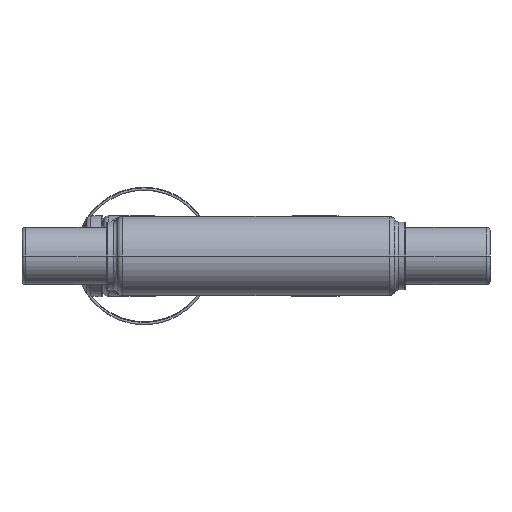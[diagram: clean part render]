
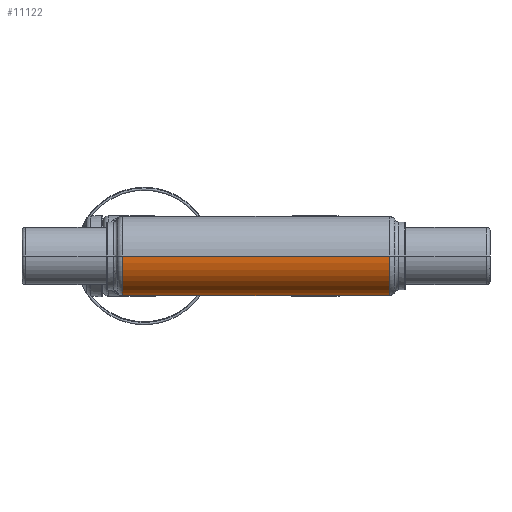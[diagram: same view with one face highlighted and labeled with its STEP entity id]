
A CAD part, front view. The second image highlights one B-rep face of the part: STEP entity #11122.
In plain terms, the highlighted cylindrical face has radius 3.45 mm (diameter 6.9 mm), a partial arc.
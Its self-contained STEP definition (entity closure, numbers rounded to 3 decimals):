
#437=CIRCLE('',#16398,3.45);
#438=CIRCLE('',#16399,3.45);
#763=LINE('',#21122,#1060);
#764=LINE('',#21136,#1061);
#1060=VECTOR('',#17266,1000.);
#1061=VECTOR('',#17269,1000.);
#1335=CYLINDRICAL_SURFACE('',#16397,3.45);
#1775=ORIENTED_EDGE('',*,*,#4030,.T.);
#1776=ORIENTED_EDGE('',*,*,#4031,.T.);
#1777=ORIENTED_EDGE('',*,*,#4032,.T.);
#1778=ORIENTED_EDGE('',*,*,#4033,.T.);
#1779=ORIENTED_EDGE('',*,*,#4034,.T.);
#1780=ORIENTED_EDGE('',*,*,#4035,.T.);
#1781=ORIENTED_EDGE('',*,*,#4036,.T.);
#1782=ORIENTED_EDGE('',*,*,#4037,.T.);
#4030=EDGE_CURVE('',#6285,#6286,#8472,.T.);
#4031=EDGE_CURVE('',#6286,#6287,#763,.F.);
#4032=EDGE_CURVE('',#6287,#6288,#8473,.T.);
#4033=EDGE_CURVE('',#6288,#6289,#8474,.T.);
#4034=EDGE_CURVE('',#6289,#6290,#437,.F.);
#4035=EDGE_CURVE('',#6290,#6291,#764,.T.);
#4036=EDGE_CURVE('',#6291,#6292,#438,.T.);
#4037=EDGE_CURVE('',#6292,#6285,#8475,.T.);
#6285=VERTEX_POINT('',#21120);
#6286=VERTEX_POINT('',#21121);
#6287=VERTEX_POINT('',#21123);
#6288=VERTEX_POINT('',#21128);
#6289=VERTEX_POINT('',#21133);
#6290=VERTEX_POINT('',#21135);
#6291=VERTEX_POINT('',#21137);
#6292=VERTEX_POINT('',#21139);
#8472=B_SPLINE_CURVE_WITH_KNOTS('',3,(#21116,#21117,#21118,#21119),
 .UNSPECIFIED.,.F.,.F.,(4,4),(0.,1.),.UNSPECIFIED.);
#8473=B_SPLINE_CURVE_WITH_KNOTS('',3,(#21124,#21125,#21126,#21127),
 .UNSPECIFIED.,.F.,.F.,(4,4),(0.,1.),.UNSPECIFIED.);
#8474=B_SPLINE_CURVE_WITH_KNOTS('',3,(#21129,#21130,#21131,#21132),
 .UNSPECIFIED.,.F.,.F.,(4,4),(0.,1.),.UNSPECIFIED.);
#8475=B_SPLINE_CURVE_WITH_KNOTS('',3,(#21140,#21141,#21142,#21143),
 .UNSPECIFIED.,.F.,.F.,(4,4),(0.,1.),.UNSPECIFIED.);
#9938=EDGE_LOOP('',(#1775,#1776,#1777,#1778,#1779,#1780,#1781,#1782));
#10462=FACE_BOUND('',#9938,.T.);
#11122=ADVANCED_FACE('',(#10462),#1335,.F.);
#16397=AXIS2_PLACEMENT_3D('',#21115,#17264,#17265);
#16398=AXIS2_PLACEMENT_3D('',#21134,#17267,#17268);
#16399=AXIS2_PLACEMENT_3D('',#21138,#17270,#17271);
#17264=DIRECTION('',(1.,0.,0.));
#17265=DIRECTION('',(0.,0.,-1.));
#17266=DIRECTION('',(1.,0.,0.));
#17267=DIRECTION('',(1.,0.,0.));
#17268=DIRECTION('',(0.,0.,-1.));
#17269=DIRECTION('',(1.,0.,0.));
#17270=DIRECTION('',(1.,0.,0.));
#17271=DIRECTION('',(0.,0.,-1.));
#21115=CARTESIAN_POINT('',(-11.65,0.,0.));
#21116=CARTESIAN_POINT('',(11.155,1.515,-3.1));
#21117=CARTESIAN_POINT('',(10.99,1.204,-3.251));
#21118=CARTESIAN_POINT('',(10.684,0.7,-3.45));
#21119=CARTESIAN_POINT('',(10.236,0.,-3.45));
#21120=CARTESIAN_POINT('',(11.155,1.515,-3.1));
#21121=CARTESIAN_POINT('',(10.236,0.,-3.45));
#21122=CARTESIAN_POINT('',(-11.65,0.,-3.45));
#21123=CARTESIAN_POINT('',(-10.236,0.,-3.45));
#21124=CARTESIAN_POINT('',(-10.236,0.,-3.45));
#21125=CARTESIAN_POINT('',(-10.684,0.7,-3.45));
#21126=CARTESIAN_POINT('',(-10.99,1.204,-3.251));
#21127=CARTESIAN_POINT('',(-11.155,1.515,-3.1));
#21128=CARTESIAN_POINT('',(-11.155,1.515,-3.1));
#21129=CARTESIAN_POINT('',(-11.155,1.515,-3.1));
#21130=CARTESIAN_POINT('',(-11.285,1.759,-2.98));
#21131=CARTESIAN_POINT('',(-11.45,1.996,-2.828));
#21132=CARTESIAN_POINT('',(-11.65,2.216,-2.644));
#21133=CARTESIAN_POINT('',(-11.65,2.216,-2.644));
#21134=CARTESIAN_POINT('',(-11.65,0.,0.));
#21135=CARTESIAN_POINT('',(-11.65,-3.45,0.));
#21136=CARTESIAN_POINT('',(-11.65,-3.45,0.));
#21137=CARTESIAN_POINT('',(11.65,-3.45,0.));
#21138=CARTESIAN_POINT('',(11.65,0.,0.));
#21139=CARTESIAN_POINT('',(11.65,2.216,-2.644));
#21140=CARTESIAN_POINT('',(11.65,2.216,-2.644));
#21141=CARTESIAN_POINT('',(11.45,1.996,-2.828));
#21142=CARTESIAN_POINT('',(11.285,1.759,-2.98));
#21143=CARTESIAN_POINT('',(11.155,1.515,-3.1));
